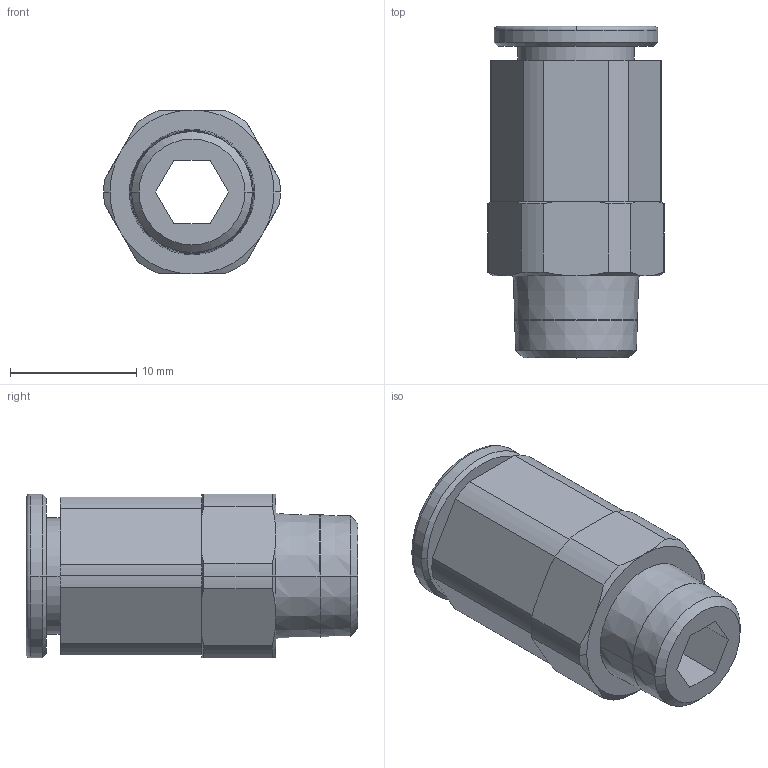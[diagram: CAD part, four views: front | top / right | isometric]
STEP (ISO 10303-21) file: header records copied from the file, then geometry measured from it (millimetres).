
FILE_DESCRIPTION(('STEP AP214'),'1');
FILE_NAME('3175_08_10.stp','2016-07-07T14:14:32',('TraceParts'),('TraceParts S.A.'),'Spatial InterOp 3D',' ',' ');
FILE_SCHEMA(('automotive_design'));
Length unit declared in the file: millimetre
Products named in the file (1): 1
Bounding box: 14 x 26.3 x 13 mm (x, y, z)
Volume: 1958.5 mm3; surface area: 2000.2 mm2
Topology: 1 solids, 1 shells, 80 faces, 191 edges, 119 vertices
Faces by surface type: plane 32, cone 24, cylinder 22, torus 2
Entity records: 2339 total; most frequent: CARTESIAN_POINT 463, DIRECTION 414, ORIENTED_EDGE 382, EDGE_CURVE 191, AXIS2_PLACEMENT_3D 166, VERTEX_POINT 119, EDGE_LOOP 88, CIRCLE 85
